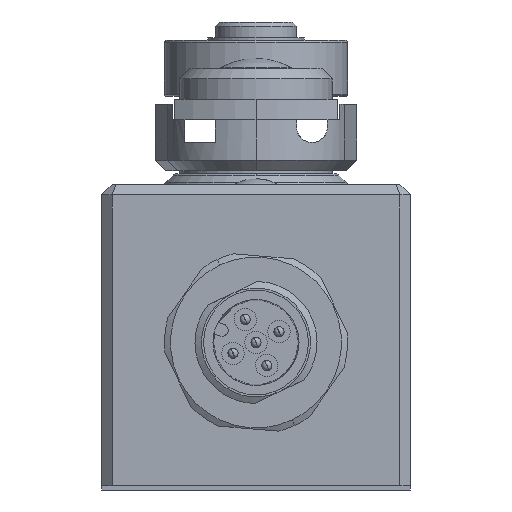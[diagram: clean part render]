
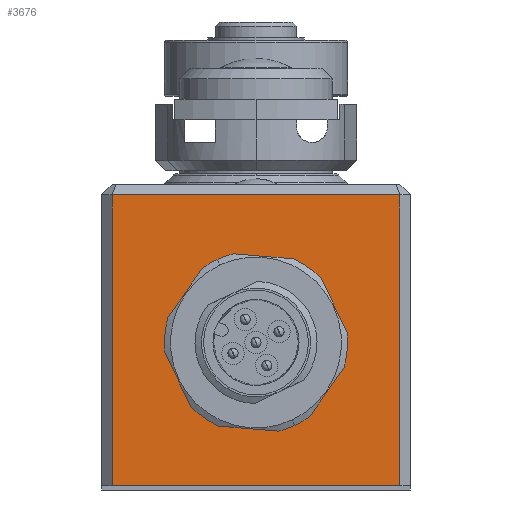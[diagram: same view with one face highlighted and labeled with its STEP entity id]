
A CAD part, front view. The second image highlights one B-rep face of the part: STEP entity #3676.
In plain terms, the highlighted planar face has unit normal (0, -1, 0).
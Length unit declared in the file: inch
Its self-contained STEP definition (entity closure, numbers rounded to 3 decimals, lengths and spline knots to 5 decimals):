
#616 = CARTESIAN_POINT ( 'NONE',  ( 0.55709, -2.1063, 0.01575 ) ) ;
#1174 = ORIENTED_EDGE ( 'NONE', *, *, #17197, .T. ) ;
#1214 = VECTOR ( 'NONE', #1325, 39.37008 ) ;
#1279 = EDGE_CURVE ( 'NONE', #8641, #17320, #13297, .T. ) ;
#1325 = DIRECTION ( 'NONE',  ( 0., 0., 1. ) ) ;
#1469 = DIRECTION ( 'NONE',  ( 1., 0., 0. ) ) ;
#1603 = ORIENTED_EDGE ( 'NONE', *, *, #13799, .F. ) ;
#1727 = CARTESIAN_POINT ( 'NONE',  ( 0.55709, -2.1063, 1.14173 ) ) ;
#2758 = EDGE_CURVE ( 'NONE', #8641, #18472, #3528, .T. ) ;
#2877 = CARTESIAN_POINT ( 'NONE',  ( -0.55709, -2.1063, 1.14173 ) ) ;
#3528 = LINE ( 'NONE', #17748, #13686 ) ;
#3676 = ADVANCED_FACE ( 'NONE', ( #12883, #6555 ), #12524, .T. ) ;
#4127 = CARTESIAN_POINT ( 'NONE',  ( -0.55709, -2.1063, 0.01575 ) ) ;
#4288 = EDGE_LOOP ( 'NONE', ( #11740, #18485, #1603, #6508 ) ) ;
#4759 = CIRCLE ( 'NONE', #11978, 0.31496 ) ;
#4964 = EDGE_LOOP ( 'NONE', ( #1174, #15721 ) ) ;
#5330 = VERTEX_POINT ( 'NONE', #9907 ) ;
#5998 = CARTESIAN_POINT ( 'NONE',  ( 0.55709, -2.1063, 0.01575 ) ) ;
#6013 = VERTEX_POINT ( 'NONE', #8837 ) ;
#6179 = AXIS2_PLACEMENT_3D ( 'NONE', #6495, #16965, #14032 ) ;
#6495 = CARTESIAN_POINT ( 'NONE',  ( 0.55709, -2.1063, 0. ) ) ;
#6508 = ORIENTED_EDGE ( 'NONE', *, *, #1279, .F. ) ;
#6555 = FACE_OUTER_BOUND ( 'NONE', #4288, .T. ) ;
#7352 = DIRECTION ( 'NONE',  ( 1., 0., 0. ) ) ;
#8160 = CARTESIAN_POINT ( 'NONE',  ( -0.55709, -2.1063, 0.01575 ) ) ;
#8641 = VERTEX_POINT ( 'NONE', #4127 ) ;
#8837 = CARTESIAN_POINT ( 'NONE',  ( 0.31496, -2.1063, 0.57087 ) ) ;
#8847 = VECTOR ( 'NONE', #14337, 39.37008 ) ;
#9375 = LINE ( 'NONE', #13438, #15921 ) ;
#9907 = CARTESIAN_POINT ( 'NONE',  ( -0.31496, -2.1063, 0.57087 ) ) ;
#9996 = VERTEX_POINT ( 'NONE', #1727 ) ;
#10451 = DIRECTION ( 'NONE',  ( 1., 0., 0. ) ) ;
#10503 = DIRECTION ( 'NONE',  ( 0., 1., 0. ) ) ;
#11740 = ORIENTED_EDGE ( 'NONE', *, *, #2758, .T. ) ;
#11978 = AXIS2_PLACEMENT_3D ( 'NONE', #16054, #19033, #17612 ) ;
#12524 = PLANE ( 'NONE',  #6179 ) ;
#12883 = FACE_BOUND ( 'NONE', #4964, .T. ) ;
#13297 = LINE ( 'NONE', #8160, #8847 ) ;
#13438 = CARTESIAN_POINT ( 'NONE',  ( -0.55709, -2.1063, 1.14173 ) ) ;
#13686 = VECTOR ( 'NONE', #7352, 39.37008 ) ;
#13799 = EDGE_CURVE ( 'NONE', #17320, #9996, #9375, .T. ) ;
#14032 = DIRECTION ( 'NONE',  ( 0., 0., -1. ) ) ;
#14337 = DIRECTION ( 'NONE',  ( 0., 0., 1. ) ) ;
#14852 = AXIS2_PLACEMENT_3D ( 'NONE', #17872, #10503, #1469 ) ;
#15721 = ORIENTED_EDGE ( 'NONE', *, *, #16334, .T. ) ;
#15921 = VECTOR ( 'NONE', #10451, 39.37008 ) ;
#16054 = CARTESIAN_POINT ( 'NONE',  ( 0., -2.1063, 0.57087 ) ) ;
#16334 = EDGE_CURVE ( 'NONE', #5330, #6013, #4759, .T. ) ;
#16434 = EDGE_CURVE ( 'NONE', #18472, #9996, #17167, .T. ) ;
#16483 = CIRCLE ( 'NONE', #14852, 0.31496 ) ;
#16965 = DIRECTION ( 'NONE',  ( 0., -1., 0. ) ) ;
#17167 = LINE ( 'NONE', #5998, #1214 ) ;
#17197 = EDGE_CURVE ( 'NONE', #6013, #5330, #16483, .T. ) ;
#17320 = VERTEX_POINT ( 'NONE', #2877 ) ;
#17612 = DIRECTION ( 'NONE',  ( 1., 0., 0. ) ) ;
#17748 = CARTESIAN_POINT ( 'NONE',  ( -0.55709, -2.1063, 0.01575 ) ) ;
#17872 = CARTESIAN_POINT ( 'NONE',  ( 0., -2.1063, 0.57087 ) ) ;
#18472 = VERTEX_POINT ( 'NONE', #616 ) ;
#18485 = ORIENTED_EDGE ( 'NONE', *, *, #16434, .T. ) ;
#19033 = DIRECTION ( 'NONE',  ( 0., 1., 0. ) ) ;
